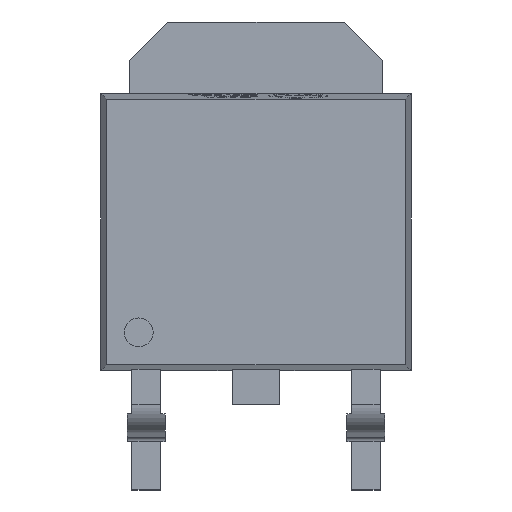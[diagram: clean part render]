
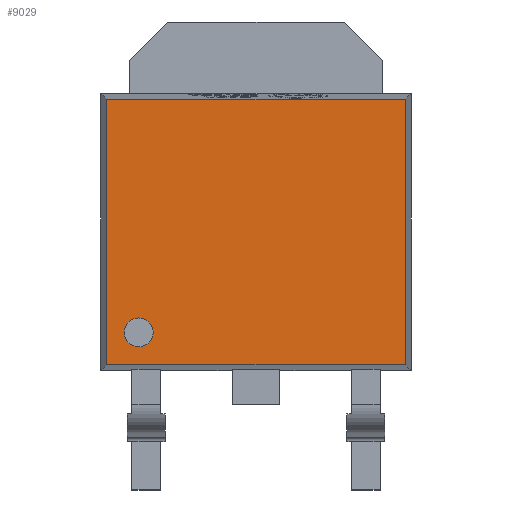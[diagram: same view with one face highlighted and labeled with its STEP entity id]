
A CAD part, top view. The second image highlights one B-rep face of the part: STEP entity #9029.
In plain terms, the highlighted planar face has unit normal (0, 0, 1).
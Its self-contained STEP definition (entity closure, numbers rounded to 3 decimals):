
#719 = VERTEX_POINT ( 'NONE', #1624 ) ;
#730 = EDGE_CURVE ( 'NONE', #8991, #12041, #13732, .T. ) ;
#778 = ORIENTED_EDGE ( 'NONE', *, *, #5969, .T. ) ;
#885 = DIRECTION ( 'NONE',  ( 1., 0., 0. ) ) ;
#973 = CARTESIAN_POINT ( 'NONE',  ( -3.25, -2.279, 1.15 ) ) ;
#1080 = DIRECTION ( 'NONE',  ( 1., 0., 0. ) ) ;
#1304 = DIRECTION ( 'NONE',  ( 1., 0., 0. ) ) ;
#1413 = CARTESIAN_POINT ( 'NONE',  ( -3.129, 3.4, 1.15 ) ) ;
#1446 = EDGE_CURVE ( 'NONE', #12482, #3909, #3659, .T. ) ;
#1624 = CARTESIAN_POINT ( 'NONE',  ( 3.129, -2.279, 1.15 ) ) ;
#1917 = AXIS2_PLACEMENT_3D ( 'NONE', #13171, #1944, #1080 ) ;
#1944 = DIRECTION ( 'NONE',  ( 0., 0., 1. ) ) ;
#2033 = CARTESIAN_POINT ( 'NONE',  ( -3.25, 3.279, 1.15 ) ) ;
#2041 = LINE ( 'NONE', #973, #9394 ) ;
#3659 = CIRCLE ( 'NONE', #13928, 0.302 ) ;
#3686 = CARTESIAN_POINT ( 'NONE',  ( 3.129, 3.279, 1.15 ) ) ;
#3909 = VERTEX_POINT ( 'NONE', #4551 ) ;
#4282 = CARTESIAN_POINT ( 'NONE',  ( -3.129, 3.279, 1.15 ) ) ;
#4318 = DIRECTION ( 'NONE',  ( 1., 0., 0. ) ) ;
#4551 = CARTESIAN_POINT ( 'NONE',  ( -2.153, -1.604, 1.15 ) ) ;
#4818 = DIRECTION ( 'NONE',  ( 0., -1., 0. ) ) ;
#5158 = LINE ( 'NONE', #2033, #7906 ) ;
#5293 = FACE_OUTER_BOUND ( 'NONE', #9861, .T. ) ;
#5438 = EDGE_LOOP ( 'NONE', ( #11500, #7699 ) ) ;
#5886 = VECTOR ( 'NONE', #4818, 1000. ) ;
#5969 = EDGE_CURVE ( 'NONE', #10243, #8991, #5158, .T. ) ;
#6449 = DIRECTION ( 'NONE',  ( 0., 0., 1. ) ) ;
#6537 = CARTESIAN_POINT ( 'NONE',  ( 3.129, 3.4, 1.15 ) ) ;
#6832 = CARTESIAN_POINT ( 'NONE',  ( 0., 0.5, 1.15 ) ) ;
#7280 = ORIENTED_EDGE ( 'NONE', *, *, #12628, .T. ) ;
#7561 = ORIENTED_EDGE ( 'NONE', *, *, #730, .T. ) ;
#7699 = ORIENTED_EDGE ( 'NONE', *, *, #1446, .F. ) ;
#7842 = DIRECTION ( 'NONE',  ( 0., 0., 1. ) ) ;
#7906 = VECTOR ( 'NONE', #10866, 1000. ) ;
#8991 = VERTEX_POINT ( 'NONE', #4282 ) ;
#9029 = ADVANCED_FACE ( 'NONE', ( #14372, #5293 ), #12917, .T. ) ;
#9394 = VECTOR ( 'NONE', #885, 1000. ) ;
#9407 = VECTOR ( 'NONE', #9918, 1000. ) ;
#9861 = EDGE_LOOP ( 'NONE', ( #13931, #778, #7561, #7280 ) ) ;
#9918 = DIRECTION ( 'NONE',  ( 0., 1., 0. ) ) ;
#10243 = VERTEX_POINT ( 'NONE', #3686 ) ;
#10866 = DIRECTION ( 'NONE',  ( -1., 0., 0. ) ) ;
#10894 = CARTESIAN_POINT ( 'NONE',  ( -2.758, -1.604, 1.15 ) ) ;
#10914 = CARTESIAN_POINT ( 'NONE',  ( -3.129, -2.279, 1.15 ) ) ;
#10935 = EDGE_CURVE ( 'NONE', #3909, #12482, #14037, .T. ) ;
#11500 = ORIENTED_EDGE ( 'NONE', *, *, #10935, .F. ) ;
#12003 = CARTESIAN_POINT ( 'NONE',  ( -2.456, -1.604, 1.15 ) ) ;
#12041 = VERTEX_POINT ( 'NONE', #10914 ) ;
#12389 = LINE ( 'NONE', #6537, #9407 ) ;
#12482 = VERTEX_POINT ( 'NONE', #10894 ) ;
#12628 = EDGE_CURVE ( 'NONE', #12041, #719, #2041, .T. ) ;
#12917 = PLANE ( 'NONE',  #14332 ) ;
#13071 = EDGE_CURVE ( 'NONE', #719, #10243, #12389, .T. ) ;
#13171 = CARTESIAN_POINT ( 'NONE',  ( -2.456, -1.604, 1.15 ) ) ;
#13732 = LINE ( 'NONE', #1413, #5886 ) ;
#13928 = AXIS2_PLACEMENT_3D ( 'NONE', #12003, #6449, #4318 ) ;
#13931 = ORIENTED_EDGE ( 'NONE', *, *, #13071, .T. ) ;
#14037 = CIRCLE ( 'NONE', #1917, 0.302 ) ;
#14332 = AXIS2_PLACEMENT_3D ( 'NONE', #6832, #7842, #1304 ) ;
#14372 = FACE_BOUND ( 'NONE', #5438, .T. ) ;
